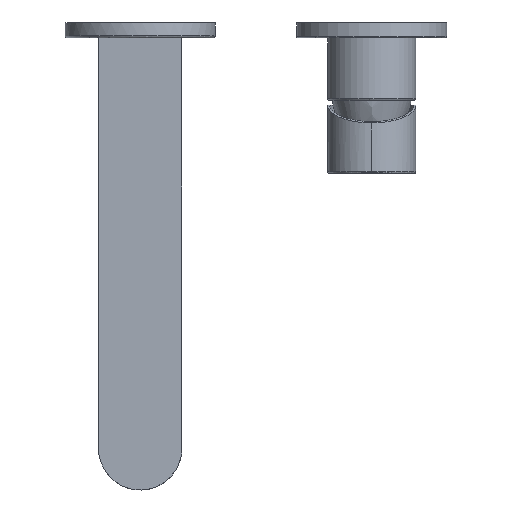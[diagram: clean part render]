
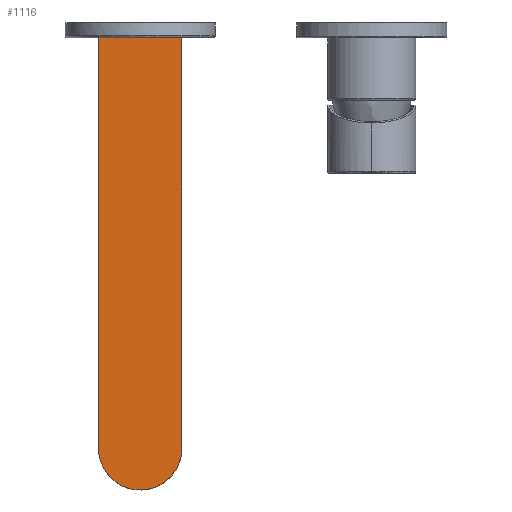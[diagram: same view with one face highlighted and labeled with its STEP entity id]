
A CAD part, top view. The second image highlights one B-rep face of the part: STEP entity #1116.
In plain terms, the highlighted planar face has unit normal (0, 0, 1).
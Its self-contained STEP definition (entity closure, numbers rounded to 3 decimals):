
#1116=ADVANCED_FACE('',(#2736),#25529,.T.);
#2736=FACE_OUTER_BOUND('',#4454,.T.);
#4454=EDGE_LOOP('',(#9538,#9539,#9540,#9541));
#9538=ORIENTED_EDGE('',*,*,#15788,.T.);
#9539=ORIENTED_EDGE('',*,*,#15816,.T.);
#9540=ORIENTED_EDGE('',*,*,#15815,.T.);
#9541=ORIENTED_EDGE('',*,*,#15814,.T.);
#15788=EDGE_CURVE('',#23484,#23485,#19780,.T.);
#15814=EDGE_CURVE('',#23560,#23484,#19806,.T.);
#15815=EDGE_CURVE('',#23561,#23560,#21799,.T.);
#15816=EDGE_CURVE('',#23485,#23561,#19807,.T.);
#19780=B_SPLINE_CURVE_WITH_KNOTS('',1,(#43239,#43240),.UNSPECIFIED.,.F.,
 .F.,(2,2),(0.,36.),.UNSPECIFIED.);
#19806=B_SPLINE_CURVE_WITH_KNOTS('',1,(#43333,#43334),.UNSPECIFIED.,.F.,
 .F.,(2,2),(-177.3,0.),.UNSPECIFIED.);
#19807=B_SPLINE_CURVE_WITH_KNOTS('',1,(#43340,#43341),.UNSPECIFIED.,.F.,
 .F.,(2,2),(-177.3,0.),.UNSPECIFIED.);
#21799=(
BOUNDED_CURVE()
B_SPLINE_CURVE(2,(#43335,#43336,#43337,#43338,#43339),.UNSPECIFIED.,.F.,
 .F.)
B_SPLINE_CURVE_WITH_KNOTS((3,2,3),(-56.549,-28.274,
0.),.UNSPECIFIED.)
CURVE()
GEOMETRIC_REPRESENTATION_ITEM()
RATIONAL_B_SPLINE_CURVE((1.,0.707,1.,0.707,1.))
REPRESENTATION_ITEM('')
);
#23484=VERTEX_POINT('',#42371);
#23485=VERTEX_POINT('',#42372);
#23560=VERTEX_POINT('',#42447);
#23561=VERTEX_POINT('',#42448);
#25529=PLANE('',#27502);
#27502=AXIS2_PLACEMENT_3D('',#39939,#28990,$);
#28990=DIRECTION('',(0.,0.,1.));
#39939=CARTESIAN_POINT('',(-13.45,-121.72,210.));
#42371=CARTESIAN_POINT('',(6.2,-82.,210.));
#42372=CARTESIAN_POINT('',(6.2,-118.,210.));
#42447=CARTESIAN_POINT('',(183.5,-82.,210.));
#42448=CARTESIAN_POINT('',(183.5,-118.,210.));
#43239=CARTESIAN_POINT('',(6.2,-82.,210.));
#43240=CARTESIAN_POINT('',(6.2,-118.,210.));
#43333=CARTESIAN_POINT('',(183.5,-82.,210.));
#43334=CARTESIAN_POINT('',(6.2,-82.,210.));
#43335=CARTESIAN_POINT('',(183.5,-118.,210.));
#43336=CARTESIAN_POINT('',(201.5,-118.,210.));
#43337=CARTESIAN_POINT('',(201.5,-100.,210.));
#43338=CARTESIAN_POINT('',(201.5,-82.,210.));
#43339=CARTESIAN_POINT('',(183.5,-82.,210.));
#43340=CARTESIAN_POINT('',(6.2,-118.,210.));
#43341=CARTESIAN_POINT('',(183.5,-118.,210.));
